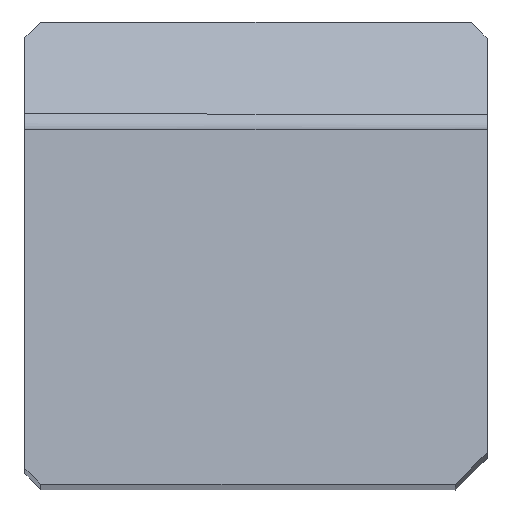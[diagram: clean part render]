
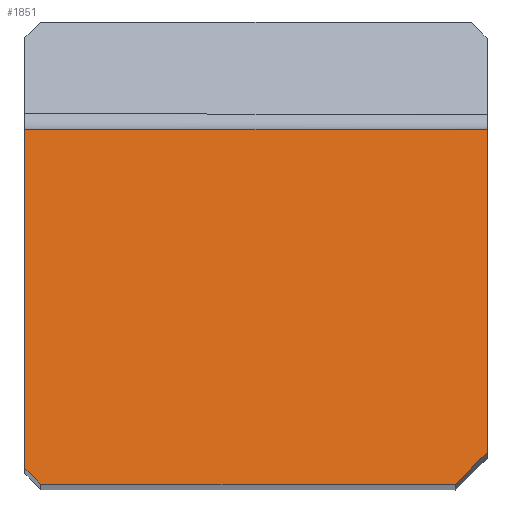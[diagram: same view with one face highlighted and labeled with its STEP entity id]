
A CAD part, top view. The second image highlights one B-rep face of the part: STEP entity #1851.
In plain terms, the highlighted planar face has unit normal (0.334, 0, 0.943).
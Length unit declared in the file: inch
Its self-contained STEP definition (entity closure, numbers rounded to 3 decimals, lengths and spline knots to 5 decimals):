
#3 = EDGE_CURVE ( 'NONE', #2810, #3740, #3593, .T. ) ;
#78 = CARTESIAN_POINT ( 'NONE',  ( -0.07874, -1.02362, 0.02793 ) ) ;
#277 = DIRECTION ( 'NONE',  ( 0., 1., 0. ) ) ;
#341 = VECTOR ( 'NONE', #2250, 39.37008 ) ;
#353 = CARTESIAN_POINT ( 'NONE',  ( -1.10236, -1.02362, 0.39097 ) ) ;
#391 = VECTOR ( 'NONE', #918, 39.37008 ) ;
#485 = VECTOR ( 'NONE', #277, 39.37008 ) ;
#525 = CARTESIAN_POINT ( 'NONE',  ( 0., -0.14764, 0. ) ) ;
#585 = LINE ( 'NONE', #917, #485 ) ;
#598 = ORIENTED_EDGE ( 'NONE', *, *, #3664, .F. ) ;
#634 = ORIENTED_EDGE ( 'NONE', *, *, #3343, .F. ) ;
#649 = VERTEX_POINT ( 'NONE', #78 ) ;
#655 = ORIENTED_EDGE ( 'NONE', *, *, #2847, .F. ) ;
#917 = CARTESIAN_POINT ( 'NONE',  ( -1.14173, 0.11811, 0.40494 ) ) ;
#918 = DIRECTION ( 'NONE',  ( 0.942, 0., -0.334 ) ) ;
#1291 = AXIS2_PLACEMENT_3D ( 'NONE', #4258, #2871, #2159 ) ;
#1294 = VECTOR ( 'NONE', #3398, 39.37008 ) ;
#1444 = DIRECTION ( 'NONE',  ( 0., -1., 0. ) ) ;
#1538 = VECTOR ( 'NONE', #1444, 39.37008 ) ;
#1749 = VECTOR ( 'NONE', #3885, 39.37008 ) ;
#1849 = FACE_OUTER_BOUND ( 'NONE', #2134, .T. ) ;
#1851 = ADVANCED_FACE ( 'NONE', ( #1849 ), #2895, .F. ) ;
#2030 = ORIENTED_EDGE ( 'NONE', *, *, #3, .F. ) ;
#2035 = LINE ( 'NONE', #353, #1294 ) ;
#2095 = CARTESIAN_POINT ( 'NONE',  ( 0., 0.11811, 0. ) ) ;
#2134 = EDGE_LOOP ( 'NONE', ( #2030, #4004, #3673, #655, #598, #634 ) ) ;
#2159 = DIRECTION ( 'NONE',  ( -0.942, 0., 0.334 ) ) ;
#2171 = EDGE_CURVE ( 'NONE', #2981, #4015, #2035, .T. ) ;
#2250 = DIRECTION ( 'NONE',  ( -0.686, -0.686, 0.243 ) ) ;
#2451 = CARTESIAN_POINT ( 'NONE',  ( -1.10236, -1.02362, 0.39097 ) ) ;
#2529 = CARTESIAN_POINT ( 'NONE',  ( -0.07874, -1.02362, 0.02793 ) ) ;
#2563 = CARTESIAN_POINT ( 'NONE',  ( 0., -0.94488, 0. ) ) ;
#2585 = CARTESIAN_POINT ( 'NONE',  ( 0., -0.94488, 0. ) ) ;
#2810 = VERTEX_POINT ( 'NONE', #3173 ) ;
#2847 = EDGE_CURVE ( 'NONE', #649, #2981, #3553, .T. ) ;
#2848 = CARTESIAN_POINT ( 'NONE',  ( -1.14173, -0.98425, 0.40494 ) ) ;
#2871 = DIRECTION ( 'NONE',  ( -0.334, 0., -0.942 ) ) ;
#2895 = PLANE ( 'NONE',  #1291 ) ;
#2981 = VERTEX_POINT ( 'NONE', #2451 ) ;
#2983 = CARTESIAN_POINT ( 'NONE',  ( 0., -0.14764, 0. ) ) ;
#3173 = CARTESIAN_POINT ( 'NONE',  ( -1.14173, -0.14764, 0.40494 ) ) ;
#3343 = EDGE_CURVE ( 'NONE', #3740, #3408, #4099, .T. ) ;
#3398 = DIRECTION ( 'NONE',  ( -0.686, 0.686, 0.243 ) ) ;
#3408 = VERTEX_POINT ( 'NONE', #2563 ) ;
#3553 = LINE ( 'NONE', #2529, #1749 ) ;
#3570 = LINE ( 'NONE', #2585, #341 ) ;
#3593 = LINE ( 'NONE', #525, #391 ) ;
#3664 = EDGE_CURVE ( 'NONE', #3408, #649, #3570, .T. ) ;
#3673 = ORIENTED_EDGE ( 'NONE', *, *, #2171, .F. ) ;
#3694 = EDGE_CURVE ( 'NONE', #4015, #2810, #585, .T. ) ;
#3740 = VERTEX_POINT ( 'NONE', #2983 ) ;
#3885 = DIRECTION ( 'NONE',  ( -0.942, 0., 0.334 ) ) ;
#4004 = ORIENTED_EDGE ( 'NONE', *, *, #3694, .F. ) ;
#4015 = VERTEX_POINT ( 'NONE', #2848 ) ;
#4099 = LINE ( 'NONE', #2095, #1538 ) ;
#4258 = CARTESIAN_POINT ( 'NONE',  ( 0., 0.11811, 0. ) ) ;
